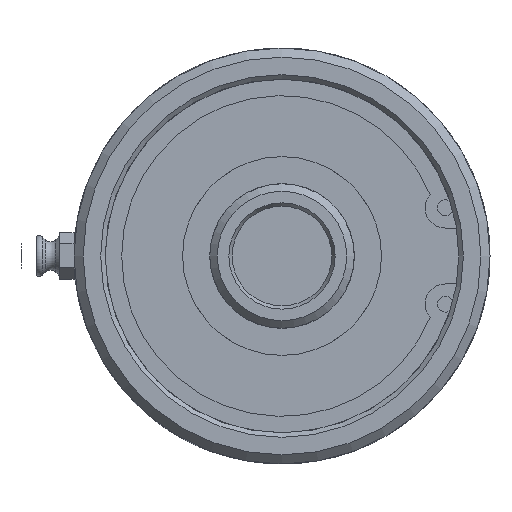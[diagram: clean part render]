
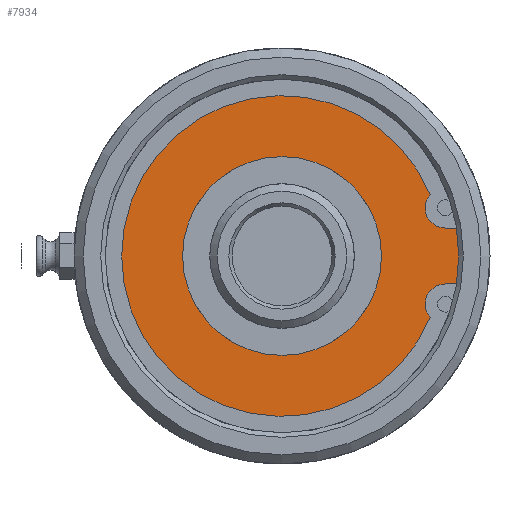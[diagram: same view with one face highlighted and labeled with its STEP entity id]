
A CAD part, left-side view. The second image highlights one B-rep face of the part: STEP entity #7934.
In plain terms, the highlighted planar face has unit normal (-1, 0, 0).
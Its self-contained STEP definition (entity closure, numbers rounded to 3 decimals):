
#114=FACE_BOUND('',#2090,.T.);
#214=PLANE('',#8382);
#577=LINE('',#21026,#969);
#582=LINE('',#21040,#974);
#969=VECTOR('',#9505,10.);
#974=VECTOR('',#9512,10.);
#1601=FACE_OUTER_BOUND('',#2089,.T.);
#2089=EDGE_LOOP('',(#6818,#6819,#6820,#6821,#6822,#6823));
#2090=EDGE_LOOP('',(#6824,#6825));
#2365=CIRCLE('',#8362,3.556);
#2367=CIRCLE('',#8365,28.142);
#2369=CIRCLE('',#8368,3.556);
#2376=CIRCLE('',#8380,33.45);
#2377=CIRCLE('',#8383,17.4);
#2378=CIRCLE('',#8384,17.4);
#3609=VERTEX_POINT('',#21023);
#3610=VERTEX_POINT('',#21025);
#3614=VERTEX_POINT('',#21037);
#3615=VERTEX_POINT('',#21039);
#3616=VERTEX_POINT('',#21043);
#3618=VERTEX_POINT('',#21049);
#3621=VERTEX_POINT('',#21071);
#3622=VERTEX_POINT('',#21072);
#4696=EDGE_CURVE('',#3610,#3609,#577,.T.);
#4702=EDGE_CURVE('',#3615,#3614,#582,.T.);
#4704=EDGE_CURVE('',#3614,#3616,#2365,.T.);
#4707=EDGE_CURVE('',#3616,#3618,#2367,.T.);
#4710=EDGE_CURVE('',#3618,#3610,#2369,.T.);
#4717=EDGE_CURVE('',#3609,#3615,#2376,.T.);
#4718=EDGE_CURVE('',#3621,#3622,#2377,.T.);
#4719=EDGE_CURVE('',#3622,#3621,#2378,.T.);
#6818=ORIENTED_EDGE('',*,*,#4702,.T.);
#6819=ORIENTED_EDGE('',*,*,#4704,.T.);
#6820=ORIENTED_EDGE('',*,*,#4707,.T.);
#6821=ORIENTED_EDGE('',*,*,#4710,.T.);
#6822=ORIENTED_EDGE('',*,*,#4696,.T.);
#6823=ORIENTED_EDGE('',*,*,#4717,.T.);
#6824=ORIENTED_EDGE('',*,*,#4718,.T.);
#6825=ORIENTED_EDGE('',*,*,#4719,.T.);
#7934=ADVANCED_FACE('',(#1601,#114),#214,.F.);
#8362=AXIS2_PLACEMENT_3D('',#21044,#9516,#9517);
#8365=AXIS2_PLACEMENT_3D('',#21050,#9523,#9524);
#8368=AXIS2_PLACEMENT_3D('',#21055,#9530,#9531);
#8380=AXIS2_PLACEMENT_3D('',#21068,#9554,#9555);
#8382=AXIS2_PLACEMENT_3D('',#21070,#9558,#9559);
#8383=AXIS2_PLACEMENT_3D('',#21073,#9560,#9561);
#8384=AXIS2_PLACEMENT_3D('',#21074,#9562,#9563);
#9505=DIRECTION('',(0.,-1.,0.));
#9512=DIRECTION('',(0.,1.,0.));
#9516=DIRECTION('center_axis',(1.,0.,0.));
#9517=DIRECTION('ref_axis',(0.,0.754,0.657));
#9523=DIRECTION('center_axis',(-1.,0.,0.));
#9524=DIRECTION('ref_axis',(0.,0.924,-0.384));
#9530=DIRECTION('center_axis',(1.,0.,0.));
#9531=DIRECTION('ref_axis',(0.,0.,1.));
#9554=DIRECTION('center_axis',(-1.,0.,0.));
#9555=DIRECTION('ref_axis',(0.,1.,0.));
#9558=DIRECTION('center_axis',(1.,0.,0.));
#9559=DIRECTION('ref_axis',(0.,0.,-1.));
#9560=DIRECTION('center_axis',(1.,0.,0.));
#9561=DIRECTION('ref_axis',(0.,1.,0.));
#9562=DIRECTION('center_axis',(1.,0.,0.));
#9563=DIRECTION('ref_axis',(0.,1.,0.));
#21023=CARTESIAN_POINT('',(6.08,-33.089,-4.902));
#21025=CARTESIAN_POINT('',(6.08,-28.672,-4.902));
#21026=CARTESIAN_POINT('',(6.08,-8.182,-4.902));
#21037=CARTESIAN_POINT('',(6.08,-28.672,4.902));
#21039=CARTESIAN_POINT('',(6.08,-33.089,4.902));
#21040=CARTESIAN_POINT('',(6.08,-5.974,4.902));
#21043=CARTESIAN_POINT('',(6.08,-25.99,10.793));
#21044=CARTESIAN_POINT('Origin',(6.08,-28.672,8.458));
#21049=CARTESIAN_POINT('',(6.08,-25.99,-10.793));
#21050=CARTESIAN_POINT('Origin',(6.08,0.,0.));
#21055=CARTESIAN_POINT('Origin',(6.08,-28.672,-8.458));
#21068=CARTESIAN_POINT('Origin',(6.08,0.,0.));
#21070=CARTESIAN_POINT('Origin',(6.08,16.725,0.));
#21071=CARTESIAN_POINT('',(6.08,17.4,0.));
#21072=CARTESIAN_POINT('',(6.08,-17.4,0.));
#21073=CARTESIAN_POINT('Origin',(6.08,0.,0.));
#21074=CARTESIAN_POINT('Origin',(6.08,0.,0.));
